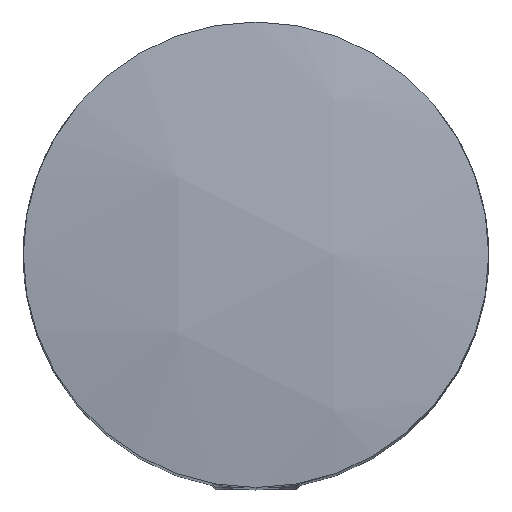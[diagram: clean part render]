
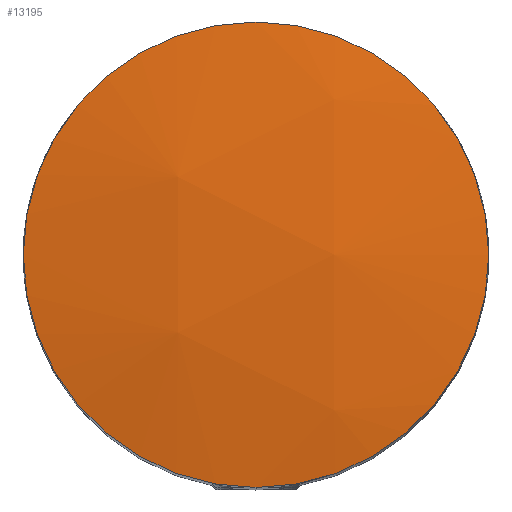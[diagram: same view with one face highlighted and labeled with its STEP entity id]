
A CAD part, top view. The second image highlights one B-rep face of the part: STEP entity #13195.
In plain terms, the highlighted spherical face has radius 60.451 mm.
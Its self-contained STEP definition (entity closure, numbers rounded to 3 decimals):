
#830 = ORIENTED_EDGE ( 'NONE', *, *, #3911, .T. ) ;
#1116 = AXIS2_PLACEMENT_3D ( 'NONE', #6452, #9708, #3218 ) ;
#1526 = CIRCLE ( 'NONE', #13872, 10.95 ) ;
#1888 = DIRECTION ( 'NONE',  ( 0., -1., 0. ) ) ;
#2739 = CARTESIAN_POINT ( 'NONE',  ( 0., -10.95, 31. ) ) ;
#3218 = DIRECTION ( 'NONE',  ( 0., 1., 0. ) ) ;
#3324 = VERTEX_POINT ( 'NONE', #2739 ) ;
#3911 = EDGE_CURVE ( 'NONE', #3324, #3324, #1526, .T. ) ;
#6452 = CARTESIAN_POINT ( 'NONE',  ( 0., 0., -28.451 ) ) ;
#8380 = CARTESIAN_POINT ( 'NONE',  ( 0., 0., 31. ) ) ;
#9438 = SPHERICAL_SURFACE ( 'NONE', #1116, 60.451 ) ;
#9708 = DIRECTION ( 'NONE',  ( -1., 0., 0. ) ) ;
#10574 = DIRECTION ( 'NONE',  ( 0., 0., 1. ) ) ;
#11818 = EDGE_LOOP ( 'NONE', ( #830 ) ) ;
#12845 = FACE_OUTER_BOUND ( 'NONE', #11818, .T. ) ;
#13195 = ADVANCED_FACE ( 'NONE', ( #12845 ), #9438, .T. ) ;
#13872 = AXIS2_PLACEMENT_3D ( 'NONE', #8380, #10574, #1888 ) ;
